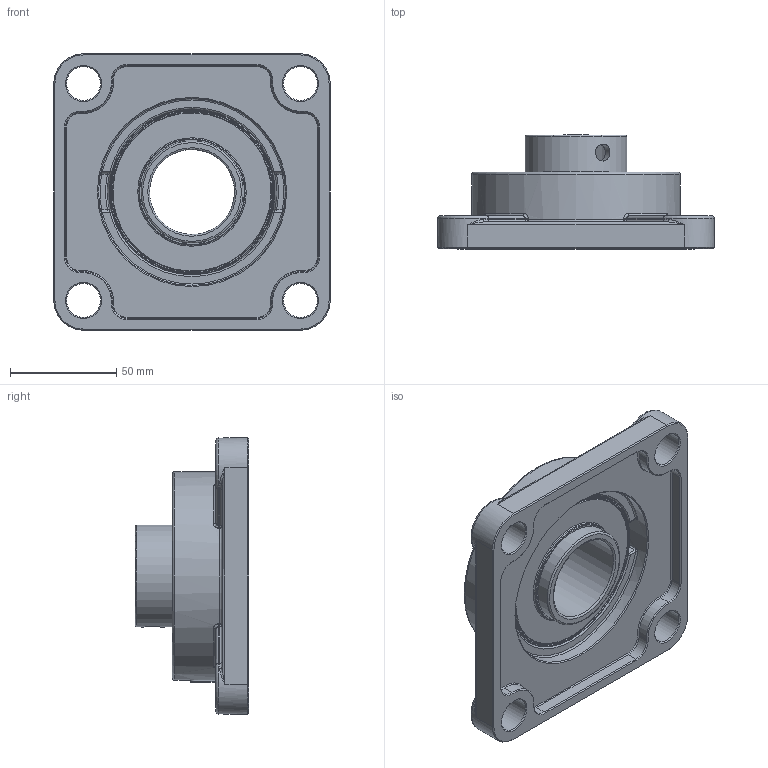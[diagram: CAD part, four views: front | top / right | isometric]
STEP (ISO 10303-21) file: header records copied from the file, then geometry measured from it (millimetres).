
FILE_DESCRIPTION(/* description */ (''),/* implementation_level */ '2;1');
FILE_NAME(/* name */ 'SF+SUC-208.stp',/* time_stamp */ '2023-07-21T19:11:51+03:00',/* author */ ('11700K'),/* organization */ (''),/* preprocessor_version */ 'ST-DEVELOPER v18.1',/* originating_system */ 'Autodesk Inventor 2021',/* authorisation */ '');
FILE_SCHEMA (('AUTOMOTIVE_DESIGN { 1 0 10303 214 3 1 1 }'));
Length unit declared in the file: millimetre
Products named in the file (3): Assembly54; SF-208_A; SUC-208
Assembly tree (2 placements, depth 2):
  Assembly54
    SF-208_A
    SUC-208
Bounding box: 130 x 53.48 x 130 mm (x, y, z)
Volume: 243584.9 mm3; surface area: 71489.4 mm2
Topology: 2 solids, 2 shells, 282 faces, 650 edges, 373 vertices
Faces by surface type: cylinder 83, plane 62, cone 47, torus 43, bspline 31, sphere 16
Full cylindrical faces by diameter (mm): 6 x1, 8 x2, 16 x4, 40 x1, 48 x2, 50 x2, 75 x2, 76 x2, 88 x2, 98 x1
Entity records: 9296 total; most frequent: CARTESIAN_POINT 2769, DIRECTION 1430, ORIENTED_EDGE 1284, EDGE_CURVE 642, AXIS2_PLACEMENT_3D 600, VERTEX_POINT 373, CIRCLE 344, EDGE_LOOP 309
